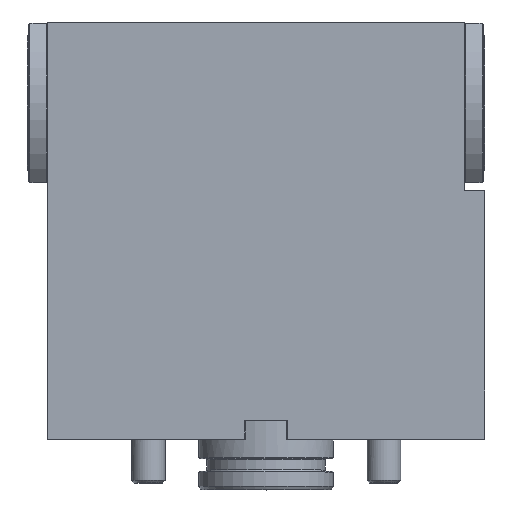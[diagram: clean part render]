
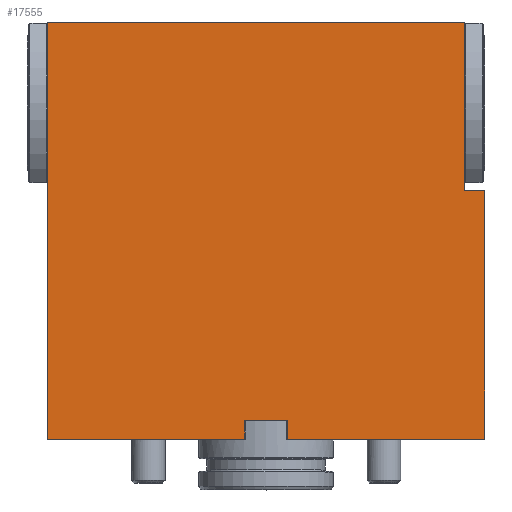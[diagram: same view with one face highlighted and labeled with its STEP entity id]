
A CAD part, top view. The second image highlights one B-rep face of the part: STEP entity #17555.
In plain terms, the highlighted planar face has unit normal (0, 0, 1).
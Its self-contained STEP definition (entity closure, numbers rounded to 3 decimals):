
#74 = CARTESIAN_POINT ( 'NONE',  ( -6.399, 5.5, 39. ) ) ;
#1376 = ORIENTED_EDGE ( 'NONE', *, *, #13528, .F. ) ;
#1461 = DIRECTION ( 'NONE',  ( 1., 0., 0. ) ) ;
#1645 = LINE ( 'NONE', #22183, #3004 ) ;
#2785 = CARTESIAN_POINT ( 'NONE',  ( 65., 0., 39. ) ) ;
#3004 = VECTOR ( 'NONE', #28680, 1000. ) ;
#3392 = CARTESIAN_POINT ( 'NONE',  ( 59., 124., 39. ) ) ;
#3496 = ORIENTED_EDGE ( 'NONE', *, *, #10057, .T. ) ;
#3512 = LINE ( 'NONE', #17162, #7242 ) ;
#3603 = VECTOR ( 'NONE', #16780, 1000. ) ;
#3644 = LINE ( 'NONE', #21553, #21825 ) ;
#4094 = DIRECTION ( 'NONE',  ( -1., 0., 0. ) ) ;
#4137 = DIRECTION ( 'NONE',  ( 0., 1., 0. ) ) ;
#4169 = DIRECTION ( 'NONE',  ( 0., -1., 0. ) ) ;
#4243 = LINE ( 'NONE', #17899, #24594 ) ;
#4640 = VERTEX_POINT ( 'NONE', #2785 ) ;
#5350 = DIRECTION ( 'NONE',  ( 0., 1., 0. ) ) ;
#6640 = VERTEX_POINT ( 'NONE', #24819 ) ;
#7178 = FACE_OUTER_BOUND ( 'NONE', #14440, .T. ) ;
#7242 = VECTOR ( 'NONE', #23631, 1000. ) ;
#7325 = DIRECTION ( 'NONE',  ( -1., 0., 0. ) ) ;
#9169 = CARTESIAN_POINT ( 'NONE',  ( 65., 74., 39. ) ) ;
#9443 = ORIENTED_EDGE ( 'NONE', *, *, #19232, .T. ) ;
#9525 = CARTESIAN_POINT ( 'NONE',  ( 6.399, 0., 39. ) ) ;
#9616 = CARTESIAN_POINT ( 'NONE',  ( 6.399, 5.5, 39. ) ) ;
#9860 = ORIENTED_EDGE ( 'NONE', *, *, #22391, .T. ) ;
#10057 = EDGE_CURVE ( 'NONE', #28722, #6640, #3644, .T. ) ;
#10275 = ORIENTED_EDGE ( 'NONE', *, *, #26845, .T. ) ;
#10520 = VECTOR ( 'NONE', #4169, 1000. ) ;
#10523 = CARTESIAN_POINT ( 'NONE',  ( -65., 124., 39. ) ) ;
#11090 = VERTEX_POINT ( 'NONE', #29057 ) ;
#11169 = VERTEX_POINT ( 'NONE', #9616 ) ;
#11725 = PLANE ( 'NONE',  #23252 ) ;
#12297 = ORIENTED_EDGE ( 'NONE', *, *, #18685, .T. ) ;
#13528 = EDGE_CURVE ( 'NONE', #11169, #16400, #4243, .T. ) ;
#13974 = LINE ( 'NONE', #74, #16570 ) ;
#14440 = EDGE_LOOP ( 'NONE', ( #3496, #12297, #1376, #10275, #9860, #22931, #25123, #25423, #9443, #20643 ) ) ;
#15809 = DIRECTION ( 'NONE',  ( -1., 0., 0. ) ) ;
#16268 = EDGE_CURVE ( 'NONE', #26533, #28722, #16488, .T. ) ;
#16400 = VERTEX_POINT ( 'NONE', #28966 ) ;
#16488 = LINE ( 'NONE', #21744, #3603 ) ;
#16570 = VECTOR ( 'NONE', #24721, 1000. ) ;
#16780 = DIRECTION ( 'NONE',  ( 0., -1., 0. ) ) ;
#17162 = CARTESIAN_POINT ( 'NONE',  ( -65., 124., 39. ) ) ;
#17555 = ADVANCED_FACE ( 'Defeature completata1_17', ( #7178 ), #11725, .F. ) ;
#17899 = CARTESIAN_POINT ( 'NONE',  ( 0., 5.5, 39. ) ) ;
#18143 = CARTESIAN_POINT ( 'NONE',  ( -65., 0., 39. ) ) ;
#18474 = CARTESIAN_POINT ( 'NONE',  ( 0., 0., 39. ) ) ;
#18685 = EDGE_CURVE ( 'NONE', #6640, #16400, #13974, .T. ) ;
#18877 = LINE ( 'NONE', #25483, #21439 ) ;
#19232 = EDGE_CURVE ( 'NONE', #23186, #26533, #3512, .T. ) ;
#19825 = CARTESIAN_POINT ( 'NONE',  ( 65., 74., 39. ) ) ;
#20643 = ORIENTED_EDGE ( 'NONE', *, *, #16268, .T. ) ;
#21439 = VECTOR ( 'NONE', #5350, 1000. ) ;
#21553 = CARTESIAN_POINT ( 'NONE',  ( 65., 0., 39. ) ) ;
#21732 = EDGE_CURVE ( 'NONE', #11090, #25274, #26970, .T. ) ;
#21744 = CARTESIAN_POINT ( 'NONE',  ( -65., 0., 39. ) ) ;
#21810 = EDGE_CURVE ( 'NONE', #25274, #23186, #18877, .T. ) ;
#21825 = VECTOR ( 'NONE', #1461, 1000. ) ;
#21923 = VECTOR ( 'NONE', #15809, 1000. ) ;
#22183 = CARTESIAN_POINT ( 'NONE',  ( 65., 0., 39. ) ) ;
#22391 = EDGE_CURVE ( 'NONE', #28235, #4640, #1645, .T. ) ;
#22931 = ORIENTED_EDGE ( 'NONE', *, *, #28022, .T. ) ;
#23186 = VERTEX_POINT ( 'NONE', #3392 ) ;
#23252 = AXIS2_PLACEMENT_3D ( 'NONE', #18474, #27460, #7325 ) ;
#23459 = CARTESIAN_POINT ( 'NONE',  ( 59., 74., 39. ) ) ;
#23631 = DIRECTION ( 'NONE',  ( -1., 0., 0. ) ) ;
#24594 = VECTOR ( 'NONE', #4094, 1000. ) ;
#24721 = DIRECTION ( 'NONE',  ( 0., 1., 0. ) ) ;
#24819 = CARTESIAN_POINT ( 'NONE',  ( -6.399, 0., 39. ) ) ;
#25123 = ORIENTED_EDGE ( 'NONE', *, *, #21732, .T. ) ;
#25274 = VERTEX_POINT ( 'NONE', #23459 ) ;
#25423 = ORIENTED_EDGE ( 'NONE', *, *, #21810, .T. ) ;
#25483 = CARTESIAN_POINT ( 'NONE',  ( 59., 74., 39. ) ) ;
#26338 = CARTESIAN_POINT ( 'NONE',  ( 6.399, 5.5, 39. ) ) ;
#26533 = VERTEX_POINT ( 'NONE', #10523 ) ;
#26845 = EDGE_CURVE ( 'NONE', #11169, #28235, #26927, .T. ) ;
#26899 = LINE ( 'NONE', #19825, #27198 ) ;
#26927 = LINE ( 'NONE', #26338, #10520 ) ;
#26970 = LINE ( 'NONE', #9169, #21923 ) ;
#27198 = VECTOR ( 'NONE', #4137, 1000. ) ;
#27460 = DIRECTION ( 'NONE',  ( 0., 0., -1. ) ) ;
#28022 = EDGE_CURVE ( 'NONE', #4640, #11090, #26899, .T. ) ;
#28235 = VERTEX_POINT ( 'NONE', #9525 ) ;
#28680 = DIRECTION ( 'NONE',  ( 1., 0., 0. ) ) ;
#28722 = VERTEX_POINT ( 'NONE', #18143 ) ;
#28966 = CARTESIAN_POINT ( 'NONE',  ( -6.399, 5.5, 39. ) ) ;
#29057 = CARTESIAN_POINT ( 'NONE',  ( 65., 74., 39. ) ) ;
